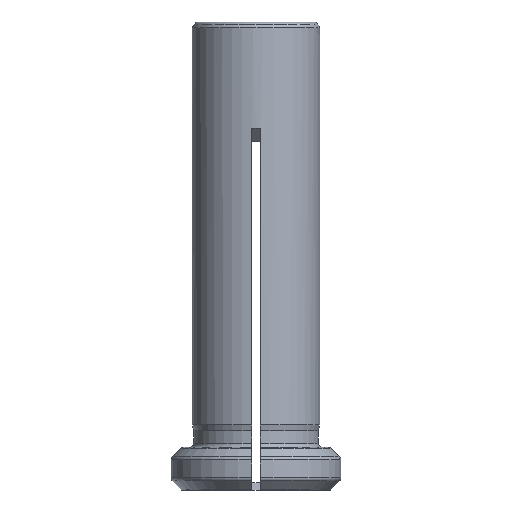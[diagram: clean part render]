
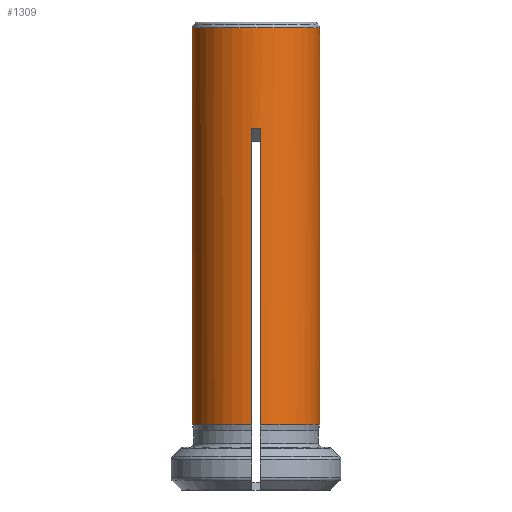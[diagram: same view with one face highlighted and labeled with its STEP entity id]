
A CAD part, front view. The second image highlights one B-rep face of the part: STEP entity #1309.
In plain terms, the highlighted cylindrical face has radius 6 mm (diameter 12 mm), a full revolution.
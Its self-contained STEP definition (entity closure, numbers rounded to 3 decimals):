
#28=ELLIPSE('',#1448,8.485,6.);
#29=ELLIPSE('',#1449,8.485,6.);
#30=ELLIPSE('',#1450,8.485,6.);
#31=ELLIPSE('',#1451,8.485,6.);
#98=LINE('',#2358,#166);
#99=LINE('',#2362,#167);
#100=LINE('',#2363,#168);
#101=LINE('',#2367,#169);
#102=LINE('',#2368,#170);
#103=LINE('',#2372,#171);
#104=LINE('',#2373,#172);
#105=LINE('',#2377,#173);
#166=VECTOR('',#1748,1000.);
#167=VECTOR('',#1751,1000.);
#168=VECTOR('',#1752,1000.);
#169=VECTOR('',#1755,1000.);
#170=VECTOR('',#1756,1000.);
#171=VECTOR('',#1759,1000.);
#172=VECTOR('',#1760,1000.);
#173=VECTOR('',#1763,1000.);
#200=CYLINDRICAL_SURFACE('',#1447,6.);
#509=ORIENTED_EDGE('',*,*,#858,.F.);
#510=ORIENTED_EDGE('',*,*,#859,.F.);
#511=ORIENTED_EDGE('',*,*,#860,.T.);
#512=ORIENTED_EDGE('',*,*,#686,.F.);
#513=ORIENTED_EDGE('',*,*,#861,.F.);
#514=ORIENTED_EDGE('',*,*,#862,.F.);
#515=ORIENTED_EDGE('',*,*,#863,.T.);
#516=ORIENTED_EDGE('',*,*,#720,.F.);
#517=ORIENTED_EDGE('',*,*,#864,.F.);
#518=ORIENTED_EDGE('',*,*,#865,.F.);
#519=ORIENTED_EDGE('',*,*,#866,.T.);
#520=ORIENTED_EDGE('',*,*,#754,.F.);
#521=ORIENTED_EDGE('',*,*,#867,.F.);
#522=ORIENTED_EDGE('',*,*,#868,.F.);
#523=ORIENTED_EDGE('',*,*,#869,.T.);
#524=ORIENTED_EDGE('',*,*,#789,.F.);
#525=ORIENTED_EDGE('',*,*,#793,.F.);
#686=EDGE_CURVE('',#886,#887,#1022,.F.);
#720=EDGE_CURVE('',#910,#911,#1034,.F.);
#754=EDGE_CURVE('',#934,#935,#1046,.F.);
#789=EDGE_CURVE('',#958,#960,#1058,.F.);
#793=EDGE_CURVE('',#963,#963,#1061,.F.);
#858=EDGE_CURVE('',#1014,#958,#98,.F.);
#859=EDGE_CURVE('',#1015,#1014,#28,.F.);
#860=EDGE_CURVE('',#1015,#887,#99,.F.);
#861=EDGE_CURVE('',#1016,#886,#100,.F.);
#862=EDGE_CURVE('',#1017,#1016,#29,.F.);
#863=EDGE_CURVE('',#1017,#911,#101,.F.);
#864=EDGE_CURVE('',#1018,#910,#102,.F.);
#865=EDGE_CURVE('',#1019,#1018,#30,.F.);
#866=EDGE_CURVE('',#1019,#935,#103,.F.);
#867=EDGE_CURVE('',#1020,#934,#104,.F.);
#868=EDGE_CURVE('',#1021,#1020,#31,.F.);
#869=EDGE_CURVE('',#1021,#960,#105,.F.);
#886=VERTEX_POINT('',#1815);
#887=VERTEX_POINT('',#1816);
#910=VERTEX_POINT('',#1932);
#911=VERTEX_POINT('',#1933);
#934=VERTEX_POINT('',#2049);
#935=VERTEX_POINT('',#2050);
#958=VERTEX_POINT('',#2169);
#960=VERTEX_POINT('',#2172);
#963=VERTEX_POINT('',#2183);
#1014=VERTEX_POINT('',#2359);
#1015=VERTEX_POINT('',#2361);
#1016=VERTEX_POINT('',#2364);
#1017=VERTEX_POINT('',#2366);
#1018=VERTEX_POINT('',#2369);
#1019=VERTEX_POINT('',#2371);
#1020=VERTEX_POINT('',#2374);
#1021=VERTEX_POINT('',#2376);
#1022=CIRCLE('',#1332,6.);
#1034=CIRCLE('',#1355,6.);
#1046=CIRCLE('',#1378,6.);
#1058=CIRCLE('',#1401,6.);
#1061=CIRCLE('',#1405,6.);
#1142=EDGE_LOOP('',(#509,#510,#511,#512,#513,#514,#515,#516,#517,#518,#519,
#520,#521,#522,#523,#524));
#1143=EDGE_LOOP('',(#525));
#1224=FACE_BOUND('',#1142,.T.);
#1225=FACE_BOUND('',#1143,.T.);
#1309=ADVANCED_FACE('',(#1224,#1225),#200,.T.);
#1332=AXIS2_PLACEMENT_3D('',#1814,#1472,#1473);
#1355=AXIS2_PLACEMENT_3D('',#1931,#1524,#1525);
#1378=AXIS2_PLACEMENT_3D('',#2048,#1576,#1577);
#1401=AXIS2_PLACEMENT_3D('',#2171,#1628,#1629);
#1405=AXIS2_PLACEMENT_3D('',#2182,#1636,#1637);
#1447=AXIS2_PLACEMENT_3D('',#2357,#1746,#1747);
#1448=AXIS2_PLACEMENT_3D('',#2360,#1749,#1750);
#1449=AXIS2_PLACEMENT_3D('',#2365,#1753,#1754);
#1450=AXIS2_PLACEMENT_3D('',#2370,#1757,#1758);
#1451=AXIS2_PLACEMENT_3D('',#2375,#1761,#1762);
#1472=DIRECTION('',(0.,0.,1.));
#1473=DIRECTION('',(1.,0.,0.));
#1524=DIRECTION('',(0.,0.,1.));
#1525=DIRECTION('',(1.,0.,0.));
#1576=DIRECTION('',(0.,0.,1.));
#1577=DIRECTION('',(1.,0.,0.));
#1628=DIRECTION('',(0.,0.,1.));
#1629=DIRECTION('',(1.,0.,0.));
#1636=DIRECTION('',(0.,0.,-1.));
#1637=DIRECTION('',(-1.,0.,0.));
#1746=DIRECTION('',(0.,0.,1.));
#1747=DIRECTION('',(1.,0.,0.));
#1748=DIRECTION('',(0.,0.,1.));
#1749=DIRECTION('',(0.,-0.707,0.707));
#1750=DIRECTION('',(0.,0.707,0.707));
#1751=DIRECTION('',(0.,0.,1.));
#1752=DIRECTION('',(0.,0.,1.));
#1753=DIRECTION('',(0.707,0.,0.707));
#1754=DIRECTION('',(-0.707,0.,0.707));
#1755=DIRECTION('',(0.,0.,1.));
#1756=DIRECTION('',(0.,0.,1.));
#1757=DIRECTION('',(0.,0.707,0.707));
#1758=DIRECTION('',(0.,-0.707,0.707));
#1759=DIRECTION('',(0.,0.,1.));
#1760=DIRECTION('',(0.,0.,1.));
#1761=DIRECTION('',(-0.707,0.,0.707));
#1762=DIRECTION('',(0.707,0.,0.707));
#1763=DIRECTION('',(0.,0.,1.));
#1814=CARTESIAN_POINT('',(0.,0.,2.127));
#1815=CARTESIAN_POINT('',(-5.987,0.4,2.127));
#1816=CARTESIAN_POINT('',(-0.4,5.987,2.127));
#1931=CARTESIAN_POINT('',(0.,0.,2.127));
#1932=CARTESIAN_POINT('',(-0.4,-5.987,2.127));
#1933=CARTESIAN_POINT('',(-5.987,-0.4,2.127));
#2048=CARTESIAN_POINT('',(0.,0.,2.127));
#2049=CARTESIAN_POINT('',(5.987,-0.4,2.127));
#2050=CARTESIAN_POINT('',(0.4,-5.987,2.127));
#2169=CARTESIAN_POINT('',(0.4,5.987,2.127));
#2171=CARTESIAN_POINT('',(0.,0.,2.127));
#2172=CARTESIAN_POINT('',(5.987,0.4,2.127));
#2182=CARTESIAN_POINT('',(0.,0.,39.473));
#2183=CARTESIAN_POINT('',(-6.,0.,39.473));
#2357=CARTESIAN_POINT('',(0.,0.,60.));
#2358=CARTESIAN_POINT('',(0.4,5.987,60.));
#2359=CARTESIAN_POINT('',(0.4,5.987,29.987));
#2360=CARTESIAN_POINT('',(0.,0.,24.));
#2361=CARTESIAN_POINT('',(-0.4,5.987,29.987));
#2362=CARTESIAN_POINT('',(-0.4,5.987,60.));
#2363=CARTESIAN_POINT('',(-5.987,0.4,60.));
#2364=CARTESIAN_POINT('',(-5.987,0.4,29.987));
#2365=CARTESIAN_POINT('',(0.,0.,24.));
#2366=CARTESIAN_POINT('',(-5.987,-0.4,29.987));
#2367=CARTESIAN_POINT('',(-5.987,-0.4,60.));
#2368=CARTESIAN_POINT('',(-0.4,-5.987,60.));
#2369=CARTESIAN_POINT('',(-0.4,-5.987,29.987));
#2370=CARTESIAN_POINT('',(0.,0.,24.));
#2371=CARTESIAN_POINT('',(0.4,-5.987,29.987));
#2372=CARTESIAN_POINT('',(0.4,-5.987,60.));
#2373=CARTESIAN_POINT('',(5.987,-0.4,60.));
#2374=CARTESIAN_POINT('',(5.987,-0.4,29.987));
#2375=CARTESIAN_POINT('',(0.,0.,24.));
#2376=CARTESIAN_POINT('',(5.987,0.4,29.987));
#2377=CARTESIAN_POINT('',(5.987,0.4,60.));
